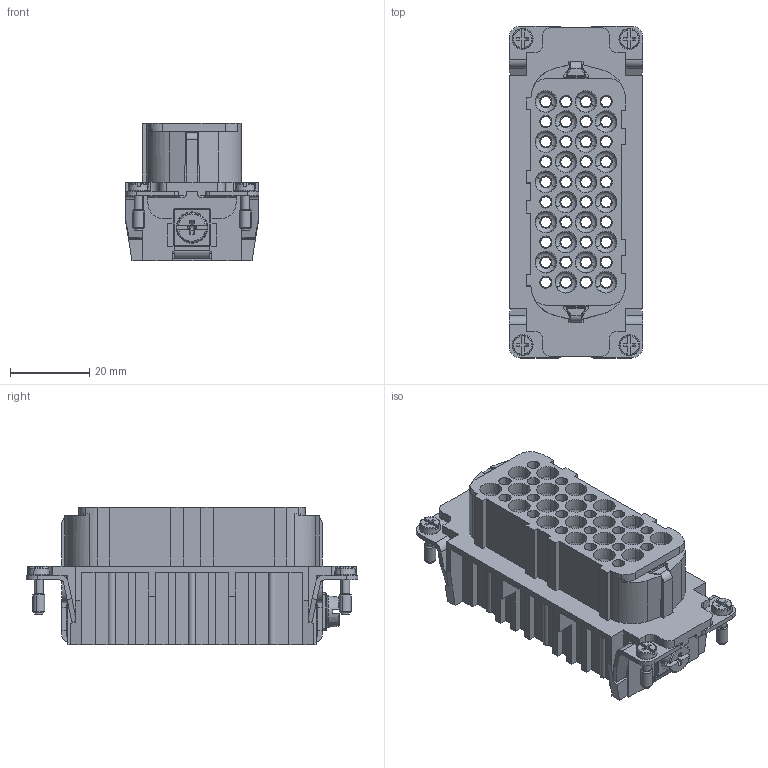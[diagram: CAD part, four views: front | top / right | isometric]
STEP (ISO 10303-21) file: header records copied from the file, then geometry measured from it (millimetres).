
FILE_DESCRIPTION(('CATIA V5 STEP Exchange','CAx-IF Rec.Pracs.--- Model Styling and Organization---1.4--- 2014-01-23'),'2;1');
FILE_NAME ('13455299_3', '2019-10-25T12:24:49+00:00', ('none'), ('Weidmueller'), 'CATIA Version 5-6 Release 2016 SP3 HF44', 'CATIA V5 STEP AP214', 'none');
FILE_SCHEMA(('AUTOMOTIVE_DESIGN { 1 0 10303 214 1 1 1 1 }'));
Length unit declared in the file: millimetre
Products named in the file (1): 1601730000
Bounding box: 33.9 x 84 x 34.8 mm (x, y, z)
Volume: 36094 mm3; surface area: 34861.6 mm2
Topology: 1 solids, 3 shells, 1506 faces, 3878 edges, 2415 vertices
Faces by surface type: plane 515, cone 474, cylinder 401, torus 100, bspline 16
Entity records: 41593 total; most frequent: CARTESIAN_POINT 8066, ORIENTED_EDGE 7752, DIRECTION 5372, EDGE_CURVE 3876, VERTEX_POINT 2415, AXIS2_PLACEMENT_3D 2361, VECTOR 2179, LINE 2179
